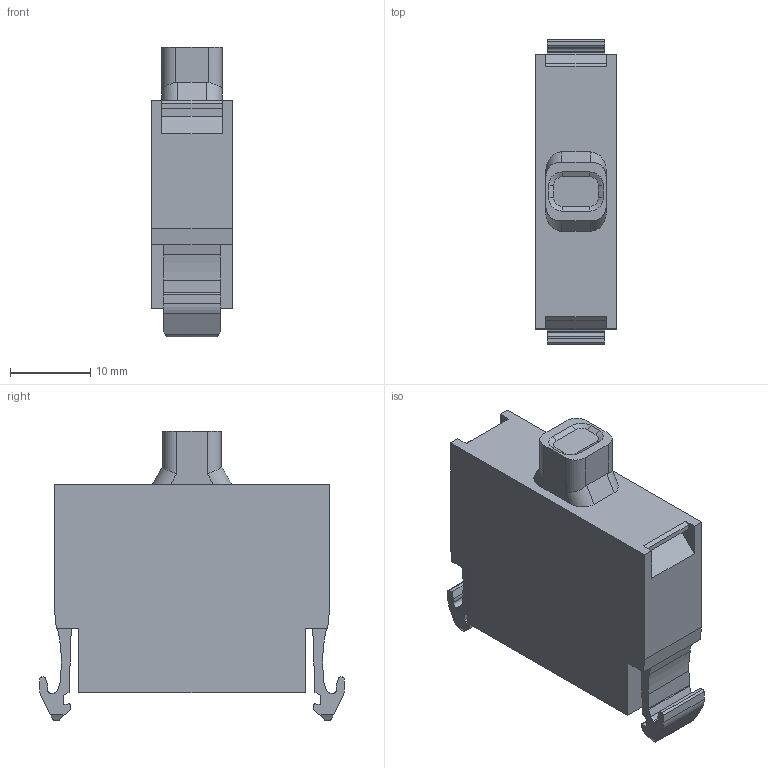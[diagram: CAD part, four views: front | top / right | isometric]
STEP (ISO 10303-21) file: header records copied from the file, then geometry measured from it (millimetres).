
FILE_DESCRIPTION(('HOOPS Exchange Step'),'2;1');
FILE_NAME('export-3FF45518-48A9-47F4-9B84-3608C56D8DC9.stp','2021-08-20T10:06:28+02:00',('Engineering'),('Alibre'),'HOOPS Exchange 2020.1','Alibre','Unknown authorisation');
FILE_SCHEMA( ('AP242_MANAGED_MODEL_BASED_3D_ENGINEERING_MIM_LF {1 0 10303 442 1 1 4 }') );
Length unit declared in the file: millimetre
Products named in the file (1): 5689 Eaton Moeller RMQ-Titan M22-LEDC-G (Green) Bottom Mount (216562)
Bounding box: 10 x 38 x 36.08 mm (x, y, z)
Volume: 8963.7 mm3; surface area: 3588.8 mm2
Topology: 1 solids, 1 shells, 122 faces, 348 edges, 232 vertices
Faces by surface type: plane 76, cylinder 42, cone 4
Entity records: 4094 total; most frequent: CARTESIAN_POINT 788, ORIENTED_EDGE 696, DIRECTION 680, EDGE_CURVE 348, VECTOR 256, LINE 256, VERTEX_POINT 232, AXIS2_PLACEMENT_3D 212
